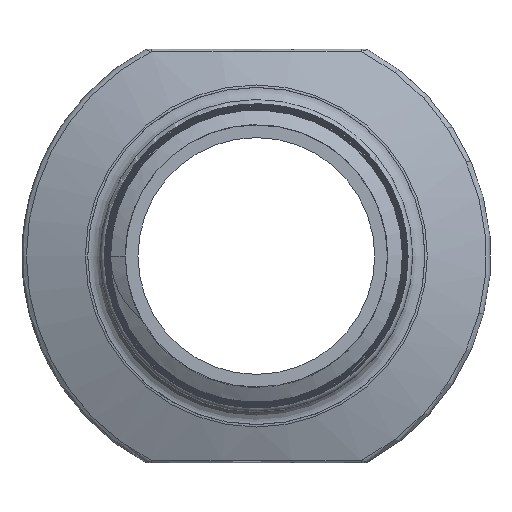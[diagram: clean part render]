
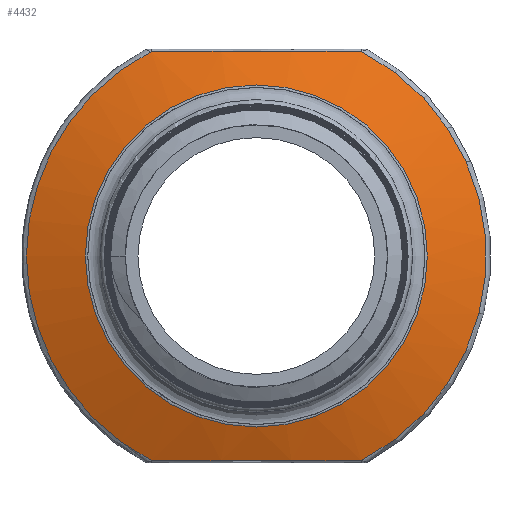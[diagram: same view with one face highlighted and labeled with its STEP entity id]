
A CAD part, left-side view. The second image highlights one B-rep face of the part: STEP entity #4432.
In plain terms, the highlighted conical face has half-angle 70 degrees and reference radius 22.339 mm.
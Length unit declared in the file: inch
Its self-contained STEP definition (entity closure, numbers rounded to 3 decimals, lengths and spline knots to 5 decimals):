
#139=FACE_BOUND($,#1283,.T.);
#180=CONICAL_SURFACE($,#4703,0.8795,70.);
#1029=FACE_OUTER_BOUND($,#1282,.T.);
#1282=EDGE_LOOP($,(#3002,#3003,#3004,#3005));
#1283=EDGE_LOOP($,(#3006));
#1565=B_SPLINE_CURVE_WITH_KNOTS($,3,(#5691,#5692,#5693,#5694,#5695),
 .UNSPECIFIED.,.F.,.F.,(4,1,4),(-2.32196,-0.99512,0.),
 .UNSPECIFIED.);
#1577=B_SPLINE_CURVE_WITH_KNOTS($,3,(#5963,#5964,#5965,#5966,#5967),
 .UNSPECIFIED.,.F.,.F.,(4,1,4),(-2.32196,-1.32683,0.),
 .UNSPECIFIED.);
#1806=CIRCLE($,#4702,1.00026);
#1807=CIRCLE($,#4704,1.00026);
#1808=CIRCLE($,#4705,0.74397);
#1835=VERTEX_POINT($,#5688);
#1836=VERTEX_POINT($,#5690);
#1853=VERTEX_POINT($,#5952);
#1854=VERTEX_POINT($,#5961);
#1855=VERTEX_POINT($,#5968);
#2283=EDGE_CURVE($,#1835,#1836,#1565,.T.);
#2311=EDGE_CURVE($,#1836,#1853,#1806,.T.);
#2313=EDGE_CURVE($,#1854,#1835,#1807,.T.);
#2314=EDGE_CURVE($,#1853,#1854,#1577,.T.);
#2315=EDGE_CURVE($,#1855,#1855,#1808,.T.);
#3002=ORIENTED_EDGE($,*,*,#2283,.F.);
#3003=ORIENTED_EDGE($,*,*,#2313,.F.);
#3004=ORIENTED_EDGE($,*,*,#2314,.F.);
#3005=ORIENTED_EDGE($,*,*,#2311,.F.);
#3006=ORIENTED_EDGE($,*,*,#2315,.F.);
#4432=ADVANCED_FACE($,(#1029,#139),#180,.T.);
#4702=AXIS2_PLACEMENT_3D($,#5953,#4917,#4918);
#4703=AXIS2_PLACEMENT_3D($,#5960,#4919,#4920);
#4704=AXIS2_PLACEMENT_3D($,#5962,#4921,#4922);
#4705=AXIS2_PLACEMENT_3D($,#5969,#4923,#4924);
#4917=DIRECTION('center_axis',(1.,0.,0.));
#4918=DIRECTION('ref_axis',(0.,1.,0.));
#4919=DIRECTION('center_axis',(1.,0.,0.));
#4920=DIRECTION('ref_axis',(0.,1.,0.));
#4921=DIRECTION('center_axis',(1.,0.,0.));
#4922=DIRECTION('ref_axis',(0.,-1.,0.));
#4923=DIRECTION('center_axis',(-1.,0.,0.));
#4924=DIRECTION('ref_axis',(0.,-1.,0.));
#5688=CARTESIAN_POINT('',(-0.22918,-0.45738,-0.88956));
#5690=CARTESIAN_POINT('',(-0.22918,0.45738,-0.88956));
#5691=CARTESIAN_POINT('Ctrl Pts',(-0.22918,-0.45738,
-0.88956));
#5692=CARTESIAN_POINT('Ctrl Pts',(-0.25777,-0.28492,
-0.88992));
#5693=CARTESIAN_POINT('Ctrl Pts',(-0.28436,0.02214,
-0.89038));
#5694=CARTESIAN_POINT('Ctrl Pts',(-0.25062,0.32804,
-0.88983));
#5695=CARTESIAN_POINT('Ctrl Pts',(-0.22918,0.45738,
-0.88956));
#5952=CARTESIAN_POINT('',(-0.22918,0.45738,0.88956));
#5953=CARTESIAN_POINT('Origin',(-0.22918,0.,0.));
#5960=CARTESIAN_POINT('Origin',(-0.27314,0.,0.));
#5961=CARTESIAN_POINT('',(-0.22918,-0.45738,0.88956));
#5962=CARTESIAN_POINT('Origin',(-0.22918,0.,0.));
#5963=CARTESIAN_POINT('Ctrl Pts',(-0.22918,0.45738,
0.88956));
#5964=CARTESIAN_POINT('Ctrl Pts',(-0.25062,0.32804,
0.88983));
#5965=CARTESIAN_POINT('Ctrl Pts',(-0.28436,0.02238,0.89038));
#5966=CARTESIAN_POINT('Ctrl Pts',(-0.25777,-0.28492,
0.88992));
#5967=CARTESIAN_POINT('Ctrl Pts',(-0.22918,-0.45738,
0.88956));
#5968=CARTESIAN_POINT('',(-0.32247,0.74397,0.));
#5969=CARTESIAN_POINT('Origin',(-0.32247,0.,0.));
